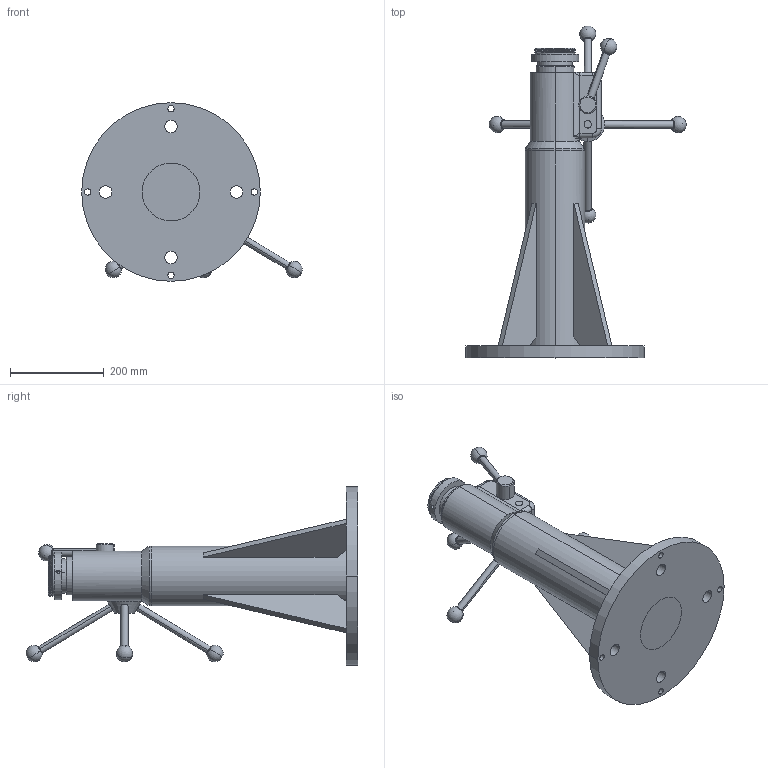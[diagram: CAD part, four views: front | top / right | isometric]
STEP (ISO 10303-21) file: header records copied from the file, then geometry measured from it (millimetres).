
FILE_DESCRIPTION (( 'STEP AP214' ), '1' );
FILE_NAME ('331-0.STEP', '2020-10-13T20:57:09', ( '' ), ( '' ), 'SwSTEP 2.0', 'SolidWorks 2020', '' );
FILE_SCHEMA (( 'AUTOMOTIVE_DESIGN' ));
Length unit declared in the file: inch
Products named in the file (1): 331-0
Bounding box: 470.52 x 708.26 x 381 mm (x, y, z)
Volume: 11390455.8 mm3; surface area: 866117.8 mm2
Topology: 5 solids, 5 shells, 252 faces, 617 edges, 379 vertices
Faces by surface type: cylinder 86, plane 66, cone 57, bspline 23, sphere 10, torus 10
Entity records: 9018 total; most frequent: CARTESIAN_POINT 3181, DIRECTION 1211, ORIENTED_EDGE 1182, EDGE_CURVE 591, AXIS2_PLACEMENT_3D 485, VERTEX_POINT 364, EDGE_LOOP 289, CIRCLE 255
